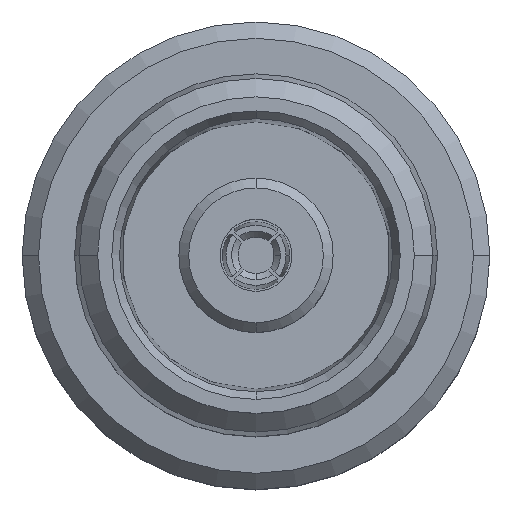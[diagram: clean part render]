
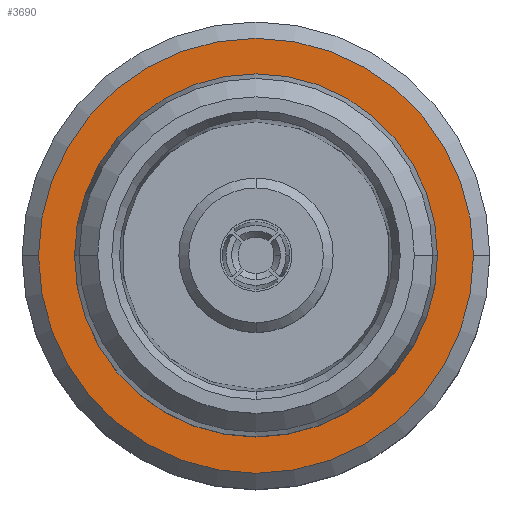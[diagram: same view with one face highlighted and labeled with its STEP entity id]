
A CAD part, top view. The second image highlights one B-rep face of the part: STEP entity #3690.
In plain terms, the highlighted planar face has unit normal (0, 0, 1).
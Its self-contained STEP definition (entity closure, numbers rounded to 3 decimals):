
#14 = VERTEX_POINT ( 'NONE', #1068 ) ;
#1068 = CARTESIAN_POINT ( 'NONE',  ( 6.65, 0., -11.3 ) ) ;
#1129 = CARTESIAN_POINT ( 'NONE',  ( -6.65, 0., -11.3 ) ) ;
#1171 = CARTESIAN_POINT ( 'NONE',  ( -4.84, 0., -11.3 ) ) ;
#1314 = EDGE_LOOP ( 'NONE', ( #2665, #2666 ) ) ;
#1685 = VERTEX_POINT ( 'NONE', #1129 ) ;
#2665 = ORIENTED_EDGE ( 'NONE', *, *, #14658, .T. ) ;
#2666 = ORIENTED_EDGE ( 'NONE', *, *, #13371, .T. ) ;
#2667 = ORIENTED_EDGE ( 'NONE', *, *, #13495, .T. ) ;
#2668 = ORIENTED_EDGE ( 'NONE', *, *, #9891, .T. ) ;
#2889 = EDGE_LOOP ( 'NONE', ( #2667, #2668 ) ) ;
#2905 = VERTEX_POINT ( 'NONE', #1171 ) ;
#2906 = VERTEX_POINT ( 'NONE', #10250 ) ;
#3690 = ADVANCED_FACE ( 'NONE', ( #9018, #9022 ), #7531, .F. ) ;
#5300 = AXIS2_PLACEMENT_3D ( 'NONE', #7538, #7539, #7540 ) ;
#6507 = AXIS2_PLACEMENT_3D ( 'NONE', #10888, #10889, #10890 ) ;
#6535 = AXIS2_PLACEMENT_3D ( 'NONE', #11511, #11512, #11513 ) ;
#6570 = AXIS2_PLACEMENT_3D ( 'NONE', #14329, #14330, #14331 ) ;
#6573 = AXIS2_PLACEMENT_3D ( 'NONE', #14356, #14357, #14358 ) ;
#7531 = PLANE ( 'NONE',  #5300 ) ;
#7538 = CARTESIAN_POINT ( 'NONE',  ( 0., 4.6, -11.3 ) ) ;
#7539 = DIRECTION ( 'NONE',  ( 0., 0., -1. ) ) ;
#7540 = DIRECTION ( 'NONE',  ( -1., 0., 0. ) ) ;
#8084 = CIRCLE ( 'NONE', #6507, 4.84 ) ;
#8197 = CIRCLE ( 'NONE', #6535, 6.65 ) ;
#9018 = FACE_OUTER_BOUND ( 'NONE', #1314, .T. ) ;
#9022 = FACE_BOUND ( 'NONE', #2889, .T. ) ;
#9891 = EDGE_CURVE ( 'NONE', #2905, #2906, #8084, .T. ) ;
#10250 = CARTESIAN_POINT ( 'NONE',  ( 4.84, 0., -11.3 ) ) ;
#10888 = CARTESIAN_POINT ( 'NONE',  ( 0., 0., -11.3 ) ) ;
#10889 = DIRECTION ( 'NONE',  ( 0., 0., -1. ) ) ;
#10890 = DIRECTION ( 'NONE',  ( -1., 0., 0. ) ) ;
#11511 = CARTESIAN_POINT ( 'NONE',  ( 0., 0., -11.3 ) ) ;
#11512 = DIRECTION ( 'NONE',  ( 0., 0., 1. ) ) ;
#11513 = DIRECTION ( 'NONE',  ( 1., 0., 0. ) ) ;
#13371 = EDGE_CURVE ( 'NONE', #14, #1685, #8197, .T. ) ;
#13495 = EDGE_CURVE ( 'NONE', #2906, #2905, #13605, .T. ) ;
#13605 = CIRCLE ( 'NONE', #6570, 4.84 ) ;
#13617 = CIRCLE ( 'NONE', #6573, 6.65 ) ;
#14329 = CARTESIAN_POINT ( 'NONE',  ( 0., 0., -11.3 ) ) ;
#14330 = DIRECTION ( 'NONE',  ( 0., 0., -1. ) ) ;
#14331 = DIRECTION ( 'NONE',  ( -1., 0., 0. ) ) ;
#14356 = CARTESIAN_POINT ( 'NONE',  ( 0., 0., -11.3 ) ) ;
#14357 = DIRECTION ( 'NONE',  ( 0., 0., 1. ) ) ;
#14358 = DIRECTION ( 'NONE',  ( 1., 0., 0. ) ) ;
#14658 = EDGE_CURVE ( 'NONE', #1685, #14, #13617, .T. ) ;
